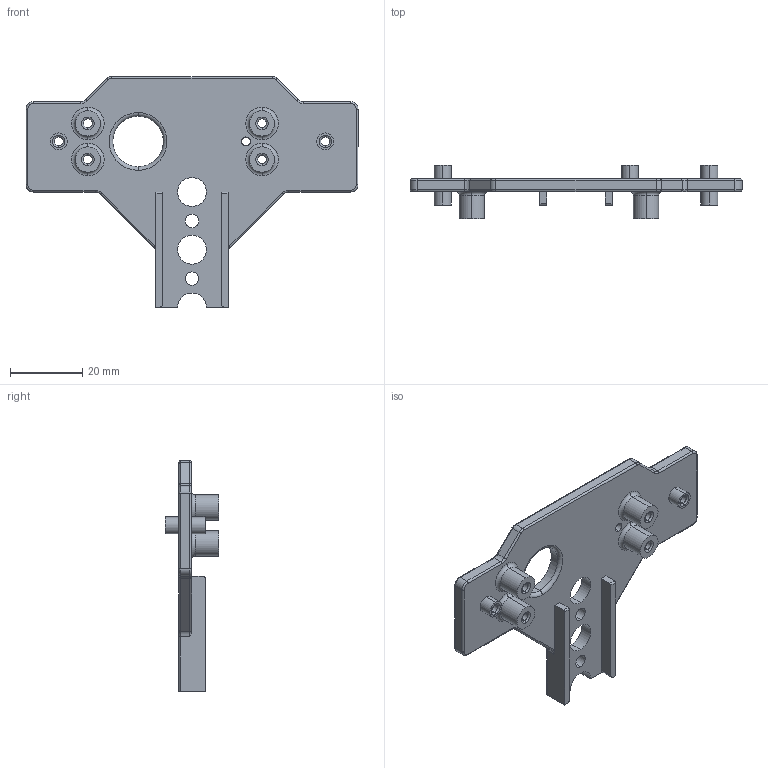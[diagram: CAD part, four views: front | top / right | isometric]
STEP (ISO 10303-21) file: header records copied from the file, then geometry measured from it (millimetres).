
FILE_DESCRIPTION (( 'STEP AP214' ), '1' );
FILE_NAME ('40234-A_TXP-Gripper_Pincher Mount Plate.STEP', '2017-03-28T20:28:01', ( '' ), ( '' ), 'SwSTEP 2.0', 'SolidWorks 2016', '' );
FILE_SCHEMA (( 'AUTOMOTIVE_DESIGN' ));
Length unit declared in the file: millimetre
Products named in the file (2): 40234-A_TXP-Gripper_Pincher Mount Plate
Bounding box: 92 x 14.75 x 64 mm (x, y, z)
Volume: 12974.2 mm3; surface area: 9709.6 mm2
Topology: 1 solids, 1 shells, 167 faces, 394 edges, 238 vertices
Faces by surface type: cylinder 83, torus 52, plane 32
Entity records: 6782 total; most frequent: DIRECTION 976, CARTESIAN_POINT 811, ORIENTED_EDGE 788, AXIS2_PLACEMENT_3D 415, EDGE_CURVE 394, CIRCLE 246, VERTEX_POINT 238, EDGE_LOOP 200
